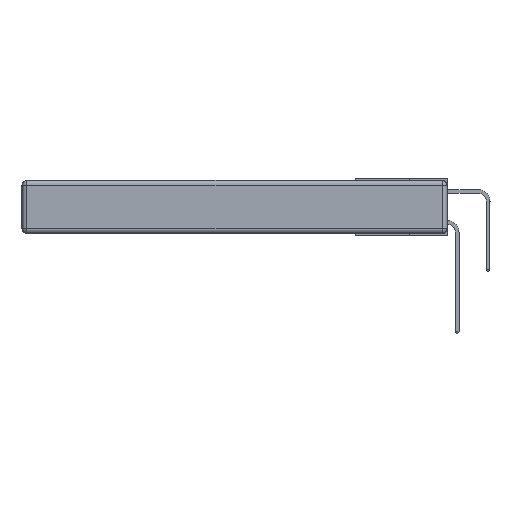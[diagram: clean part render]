
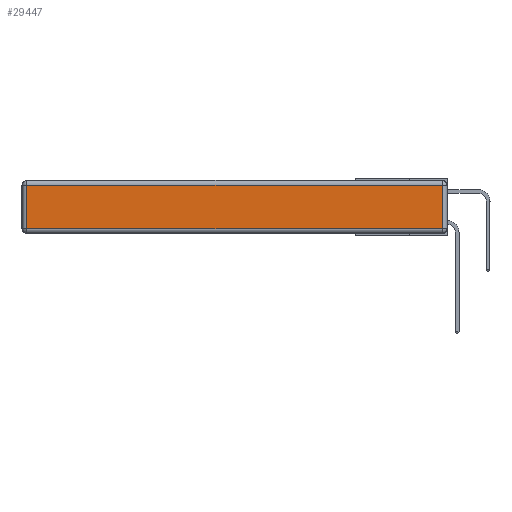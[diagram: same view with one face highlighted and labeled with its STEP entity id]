
A CAD part, left-side view. The second image highlights one B-rep face of the part: STEP entity #29447.
In plain terms, the highlighted planar face has unit normal (-1, 0, 0).
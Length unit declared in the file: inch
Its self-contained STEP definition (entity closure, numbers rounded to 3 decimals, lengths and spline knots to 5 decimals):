
#487 = VERTEX_POINT ( 'NONE', #22522 ) ;
#1951 = DIRECTION ( 'NONE',  ( 0., 0., 1. ) ) ;
#2288 = CARTESIAN_POINT ( 'NONE',  ( 0., 2.72, -0.313 ) ) ;
#2608 = EDGE_CURVE ( 'NONE', #32122, #27553, #27124, .T. ) ;
#3099 = DIRECTION ( 'NONE',  ( 0., 0., 1. ) ) ;
#6786 = VERTEX_POINT ( 'NONE', #2288 ) ;
#9742 = DIRECTION ( 'NONE',  ( 0., -1., 0. ) ) ;
#10281 = EDGE_LOOP ( 'NONE', ( #34431, #29932, #31782, #17976 ) ) ;
#10808 = VECTOR ( 'NONE', #22020, 39.37008 ) ;
#11252 = EDGE_CURVE ( 'NONE', #487, #6786, #14288, .T. ) ;
#11624 = CARTESIAN_POINT ( 'NONE',  ( 0., 2.75, -0.03 ) ) ;
#12541 = AXIS2_PLACEMENT_3D ( 'NONE', #34011, #17916, #1951 ) ;
#13481 = CARTESIAN_POINT ( 'NONE',  ( 0., 0.03, -0.343 ) ) ;
#14288 = LINE ( 'NONE', #26825, #15977 ) ;
#14630 = PLANE ( 'NONE',  #12541 ) ;
#15977 = VECTOR ( 'NONE', #19142, 39.37008 ) ;
#16728 = LINE ( 'NONE', #25852, #22976 ) ;
#17916 = DIRECTION ( 'NONE',  ( -1., 0., 0. ) ) ;
#17976 = ORIENTED_EDGE ( 'NONE', *, *, #11252, .T. ) ;
#19142 = DIRECTION ( 'NONE',  ( 0., 0., -1. ) ) ;
#22020 = DIRECTION ( 'NONE',  ( 0., 1., 0. ) ) ;
#22522 = CARTESIAN_POINT ( 'NONE',  ( 0., 2.72, -0.03 ) ) ;
#22976 = VECTOR ( 'NONE', #9742, 39.37008 ) ;
#23048 = EDGE_CURVE ( 'NONE', #27553, #487, #27926, .T. ) ;
#25852 = CARTESIAN_POINT ( 'NONE',  ( 0., 0., -0.313 ) ) ;
#26825 = CARTESIAN_POINT ( 'NONE',  ( 0., 2.72, -0.343 ) ) ;
#27124 = LINE ( 'NONE', #13481, #33383 ) ;
#27553 = VERTEX_POINT ( 'NONE', #34254 ) ;
#27926 = LINE ( 'NONE', #11624, #10808 ) ;
#28796 = FACE_OUTER_BOUND ( 'NONE', #10281, .T. ) ;
#28875 = EDGE_CURVE ( 'NONE', #6786, #32122, #16728, .T. ) ;
#29447 = ADVANCED_FACE ( 'NONE', ( #28796 ), #14630, .T. ) ;
#29932 = ORIENTED_EDGE ( 'NONE', *, *, #2608, .T. ) ;
#31782 = ORIENTED_EDGE ( 'NONE', *, *, #23048, .T. ) ;
#32122 = VERTEX_POINT ( 'NONE', #33227 ) ;
#33227 = CARTESIAN_POINT ( 'NONE',  ( 0., 0.03, -0.313 ) ) ;
#33383 = VECTOR ( 'NONE', #3099, 39.37008 ) ;
#34011 = CARTESIAN_POINT ( 'NONE',  ( 0., 0., -0.343 ) ) ;
#34254 = CARTESIAN_POINT ( 'NONE',  ( 0., 0.03, -0.03 ) ) ;
#34431 = ORIENTED_EDGE ( 'NONE', *, *, #28875, .T. ) ;
